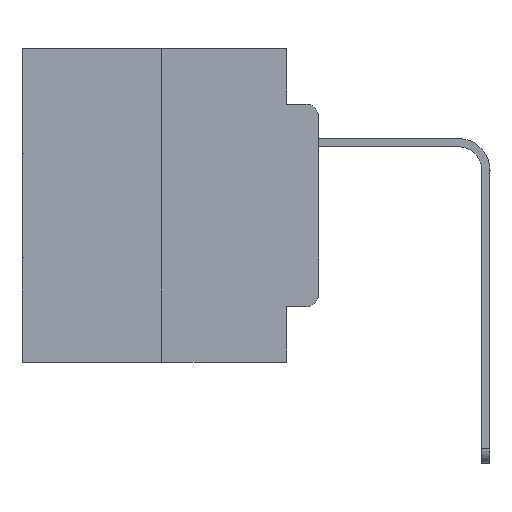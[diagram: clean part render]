
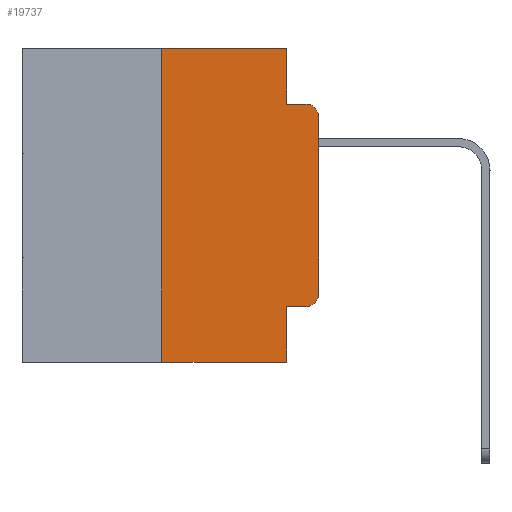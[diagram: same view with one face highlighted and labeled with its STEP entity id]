
A CAD part, left-side view. The second image highlights one B-rep face of the part: STEP entity #19737.
In plain terms, the highlighted planar face has unit normal (-1, 0, 0).
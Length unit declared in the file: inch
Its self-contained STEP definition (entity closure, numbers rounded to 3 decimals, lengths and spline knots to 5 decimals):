
#686 = CARTESIAN_POINT ( 'NONE',  ( 0., 0., -0.1085 ) ) ;
#1011 = DIRECTION ( 'NONE',  ( 0., 0., -1. ) ) ;
#1756 = EDGE_CURVE ( 'NONE', #22368, #3757, #12847, .T. ) ;
#1941 = CARTESIAN_POINT ( 'NONE',  ( 0., 0.02, -0.3915 ) ) ;
#2104 = ORIENTED_EDGE ( 'NONE', *, *, #6711, .F. ) ;
#2405 = AXIS2_PLACEMENT_3D ( 'NONE', #13536, #15568, #1011 ) ;
#3274 = VERTEX_POINT ( 'NONE', #13639 ) ;
#3331 = ORIENTED_EDGE ( 'NONE', *, *, #1756, .F. ) ;
#3419 = CARTESIAN_POINT ( 'NONE',  ( 0., 0.051, 0. ) ) ;
#3462 = ORIENTED_EDGE ( 'NONE', *, *, #21297, .T. ) ;
#3600 = VECTOR ( 'NONE', #21010, 39.37008 ) ;
#3757 = VERTEX_POINT ( 'NONE', #27130 ) ;
#4385 = AXIS2_PLACEMENT_3D ( 'NONE', #1941, #14827, #12518 ) ;
#4873 = EDGE_CURVE ( 'NONE', #15841, #21121, #8984, .T. ) ;
#5147 = CARTESIAN_POINT ( 'NONE',  ( 0., 0.051, -0.4115 ) ) ;
#5513 = VERTEX_POINT ( 'NONE', #16396 ) ;
#6207 = DIRECTION ( 'NONE',  ( 0., 0., -1. ) ) ;
#6656 = ORIENTED_EDGE ( 'NONE', *, *, #23350, .T. ) ;
#6711 = EDGE_CURVE ( 'NONE', #21361, #3274, #11566, .T. ) ;
#6892 = VECTOR ( 'NONE', #8668, 39.37008 ) ;
#7737 = VECTOR ( 'NONE', #15744, 39.37008 ) ;
#7984 = DIRECTION ( 'NONE',  ( 1., 0., 0. ) ) ;
#8124 = CARTESIAN_POINT ( 'NONE',  ( 0., 0.051, 0. ) ) ;
#8313 = CARTESIAN_POINT ( 'NONE',  ( 0., 0.051, 0. ) ) ;
#8668 = DIRECTION ( 'NONE',  ( 0., 0., 1. ) ) ;
#8848 = CARTESIAN_POINT ( 'NONE',  ( 0., 0.25, -0.5 ) ) ;
#8984 = CIRCLE ( 'NONE', #2405, 0.02 ) ;
#9114 = EDGE_CURVE ( 'NONE', #12367, #18384, #19666, .T. ) ;
#10302 = CARTESIAN_POINT ( 'NONE',  ( 0., 0.02, -0.0885 ) ) ;
#10436 = LINE ( 'NONE', #23793, #24610 ) ;
#10714 = VECTOR ( 'NONE', #17212, 39.37008 ) ;
#11566 = LINE ( 'NONE', #8124, #19468 ) ;
#12367 = VERTEX_POINT ( 'NONE', #3419 ) ;
#12404 = EDGE_LOOP ( 'NONE', ( #25243, #12764, #27083, #13086, #13303, #3331, #3462, #2104, #24317, #6656 ) ) ;
#12518 = DIRECTION ( 'NONE',  ( 0., 0., -1. ) ) ;
#12764 = ORIENTED_EDGE ( 'NONE', *, *, #4873, .T. ) ;
#12847 = LINE ( 'NONE', #23328, #6892 ) ;
#13086 = ORIENTED_EDGE ( 'NONE', *, *, #9114, .F. ) ;
#13303 = ORIENTED_EDGE ( 'NONE', *, *, #14057, .F. ) ;
#13536 = CARTESIAN_POINT ( 'NONE',  ( 0., 0.02, -0.1085 ) ) ;
#13639 = CARTESIAN_POINT ( 'NONE',  ( 0., 0.051, -0.5 ) ) ;
#13769 = VECTOR ( 'NONE', #6207, 39.37008 ) ;
#14057 = EDGE_CURVE ( 'NONE', #3757, #12367, #10436, .T. ) ;
#14678 = CARTESIAN_POINT ( 'NONE',  ( 0., 0.051, -0.0885 ) ) ;
#14827 = DIRECTION ( 'NONE',  ( -1., 0., 0. ) ) ;
#15568 = DIRECTION ( 'NONE',  ( -1., 0., 0. ) ) ;
#15650 = VERTEX_POINT ( 'NONE', #24994 ) ;
#15744 = DIRECTION ( 'NONE',  ( 0., -1., 0. ) ) ;
#15841 = VERTEX_POINT ( 'NONE', #686 ) ;
#16330 = CARTESIAN_POINT ( 'NONE',  ( 0., 0.051, -0.0885 ) ) ;
#16332 = DIRECTION ( 'NONE',  ( 0., 0., -1. ) ) ;
#16349 = DIRECTION ( 'NONE',  ( 0., 0., 1. ) ) ;
#16396 = CARTESIAN_POINT ( 'NONE',  ( 0., 0., -0.3915 ) ) ;
#16653 = PLANE ( 'NONE',  #23364 ) ;
#17212 = DIRECTION ( 'NONE',  ( 0., -1., 0. ) ) ;
#17813 = DIRECTION ( 'NONE',  ( 0., -1., 0. ) ) ;
#18036 = CARTESIAN_POINT ( 'NONE',  ( 0., 0.051, -0.4115 ) ) ;
#18143 = LINE ( 'NONE', #20401, #26042 ) ;
#18384 = VERTEX_POINT ( 'NONE', #16330 ) ;
#19293 = LINE ( 'NONE', #23474, #10714 ) ;
#19468 = VECTOR ( 'NONE', #16332, 39.37008 ) ;
#19666 = LINE ( 'NONE', #8313, #13769 ) ;
#19737 = ADVANCED_FACE ( 'NONE', ( #23010 ), #16653, .F. ) ;
#20049 = LINE ( 'NONE', #14678, #3600 ) ;
#20401 = CARTESIAN_POINT ( 'NONE',  ( 0., 0., 0. ) ) ;
#20601 = LINE ( 'NONE', #18036, #7737 ) ;
#20794 = CARTESIAN_POINT ( 'NONE',  ( 0., 0.473, 0. ) ) ;
#21010 = DIRECTION ( 'NONE',  ( 0., -1., 0. ) ) ;
#21121 = VERTEX_POINT ( 'NONE', #10302 ) ;
#21297 = EDGE_CURVE ( 'NONE', #22368, #3274, #19293, .T. ) ;
#21361 = VERTEX_POINT ( 'NONE', #5147 ) ;
#21497 = EDGE_CURVE ( 'NONE', #21361, #15650, #20601, .T. ) ;
#21782 = CIRCLE ( 'NONE', #4385, 0.02 ) ;
#22368 = VERTEX_POINT ( 'NONE', #8848 ) ;
#22544 = DIRECTION ( 'NONE',  ( 0., 0., -1. ) ) ;
#23010 = FACE_OUTER_BOUND ( 'NONE', #12404, .T. ) ;
#23328 = CARTESIAN_POINT ( 'NONE',  ( 0., 0.25, 0. ) ) ;
#23350 = EDGE_CURVE ( 'NONE', #15650, #5513, #21782, .T. ) ;
#23364 = AXIS2_PLACEMENT_3D ( 'NONE', #20794, #7984, #22544 ) ;
#23474 = CARTESIAN_POINT ( 'NONE',  ( 0., 0.473, -0.5 ) ) ;
#23793 = CARTESIAN_POINT ( 'NONE',  ( 0., 0.473, 0. ) ) ;
#23849 = EDGE_CURVE ( 'NONE', #5513, #15841, #18143, .T. ) ;
#24317 = ORIENTED_EDGE ( 'NONE', *, *, #21497, .T. ) ;
#24610 = VECTOR ( 'NONE', #17813, 39.37008 ) ;
#24633 = EDGE_CURVE ( 'NONE', #18384, #21121, #20049, .T. ) ;
#24994 = CARTESIAN_POINT ( 'NONE',  ( 0., 0.02, -0.4115 ) ) ;
#25243 = ORIENTED_EDGE ( 'NONE', *, *, #23849, .T. ) ;
#26042 = VECTOR ( 'NONE', #16349, 39.37008 ) ;
#27083 = ORIENTED_EDGE ( 'NONE', *, *, #24633, .F. ) ;
#27130 = CARTESIAN_POINT ( 'NONE',  ( 0., 0.25, 0. ) ) ;
